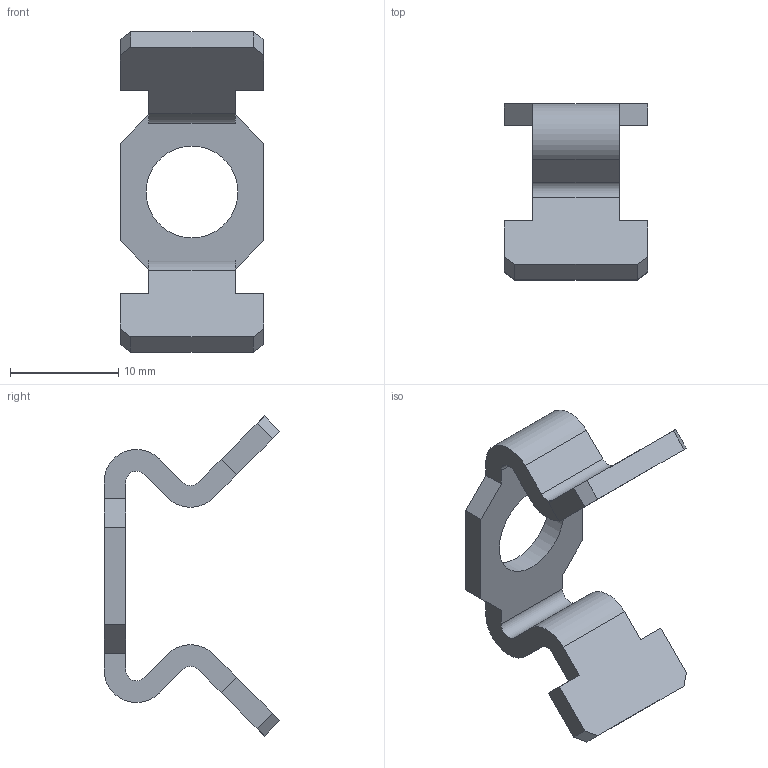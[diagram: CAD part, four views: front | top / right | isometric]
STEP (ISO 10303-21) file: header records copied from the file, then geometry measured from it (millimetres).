
FILE_DESCRIPTION(('STEP AP203'),'1');
FILE_NAME('FIXE08N1001.stp','2023-10-23T12:02:05',(' '),(' '),'Spatial InterOp 3D',' ',' ');
FILE_SCHEMA(('CONFIG_CONTROL_DESIGN'));
Length unit declared in the file: millimetre
Products named in the file (1): agrafe 8-45
Bounding box: 13.3 x 16.27 x 29.61 mm (x, y, z)
Volume: 1033.1 mm3; surface area: 1391.6 mm2
Topology: 1 solids, 1 shells, 43 faces, 123 edges, 82 vertices
Faces by surface type: plane 34, cylinder 9
Full cylindrical faces by diameter (mm): 8.5 x1
Entity records: 1534 total; most frequent: CARTESIAN_POINT 248, ORIENTED_EDGE 244, DIRECTION 228, EDGE_CURVE 122, LINE 104, VECTOR 104, VERTEX_POINT 82, AXIS2_PLACEMENT_3D 62
